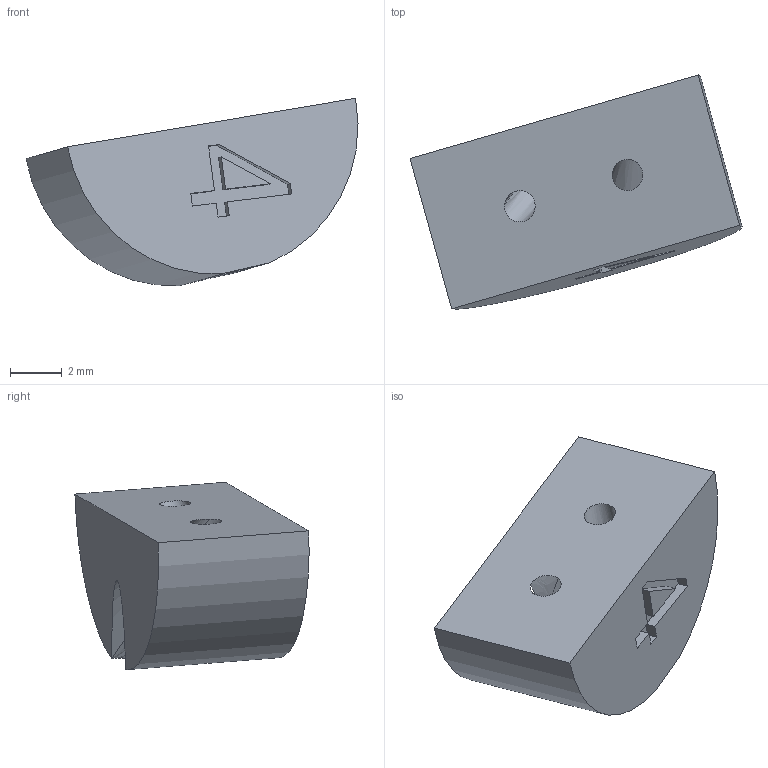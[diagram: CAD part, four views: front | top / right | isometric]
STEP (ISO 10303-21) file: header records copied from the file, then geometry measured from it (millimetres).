
FILE_DESCRIPTION(/* description */ (''),/* implementation_level */ '2;1');
FILE_NAME(/* name */ 'wireBlocker4.step',/* time_stamp */ '2025-04-19T08:14:58+02:00',/* author */ (''),/* organization */ (''),/* preprocessor_version */ 'ST-DEVELOPER v20.1',/* originating_system */ 'Autodesk Translation Framework v14.4.0.0',/* authorisation */ '');
FILE_SCHEMA (('AUTOMOTIVE_DESIGN { 1 0 10303 214 3 1 1 }'));
Length unit declared in the file: millimetre
Products named in the file (1): wireBlocker
Bounding box: 12.78 x 9.01 x 7.21 mm (x, y, z)
Volume: 295.4 mm3; surface area: 345.6 mm2
Topology: 1 solids, 1 shells, 26 faces, 70 edges, 46 vertices
Faces by surface type: plane 20, bspline 4, cylinder 2
Entity records: 1421 total; most frequent: CARTESIAN_POINT 761, ORIENTED_EDGE 140, DIRECTION 106, EDGE_CURVE 70, LINE 52, VECTOR 52, VERTEX_POINT 46, EDGE_LOOP 30
